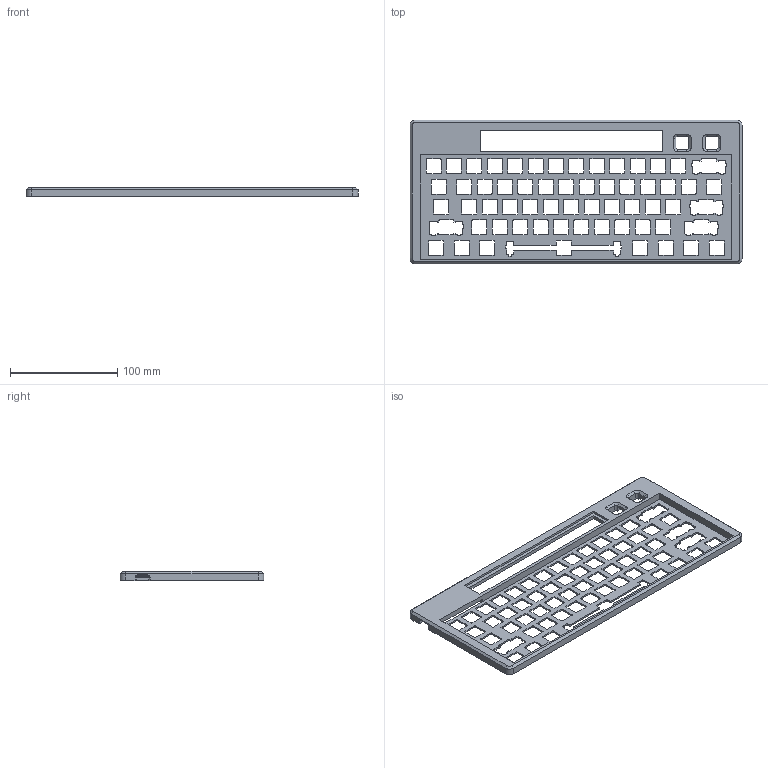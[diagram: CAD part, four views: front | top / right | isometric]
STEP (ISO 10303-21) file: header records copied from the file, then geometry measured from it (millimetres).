
FILE_DESCRIPTION(/* description */ (''),/* implementation_level */ '2;1');
FILE_NAME(/* name */ 'TOP.step',/* time_stamp */ '2025-06-10T23:28:00+05:30',/* author */ (''),/* organization */ (''),/* preprocessor_version */ 'ST-DEVELOPER v20.1',/* originating_system */ 'Autodesk Translation Framework v14.10.0.0',/* authorisation */ '');
FILE_SCHEMA (('AUTOMOTIVE_DESIGN { 1 0 10303 214 3 1 1 }'));
Length unit declared in the file: millimetre
Products named in the file (1): top
Bounding box: 310 x 134 x 8.5 mm (x, y, z)
Volume: 87634.6 mm3; surface area: 74010.7 mm2
Topology: 1 solids, 1 shells, 854 faces, 2516 edges, 1664 vertices
Faces by surface type: plane 474, cylinder 366, cone 14
Full cylindrical faces by diameter (mm): 4.7 x4
Entity records: 28832 total; most frequent: CARTESIAN_POINT 5035, ORIENTED_EDGE 5032, DIRECTION 4974, EDGE_CURVE 2516, LINE 1768, VECTOR 1768, VERTEX_POINT 1664, AXIS2_PLACEMENT_3D 1603
